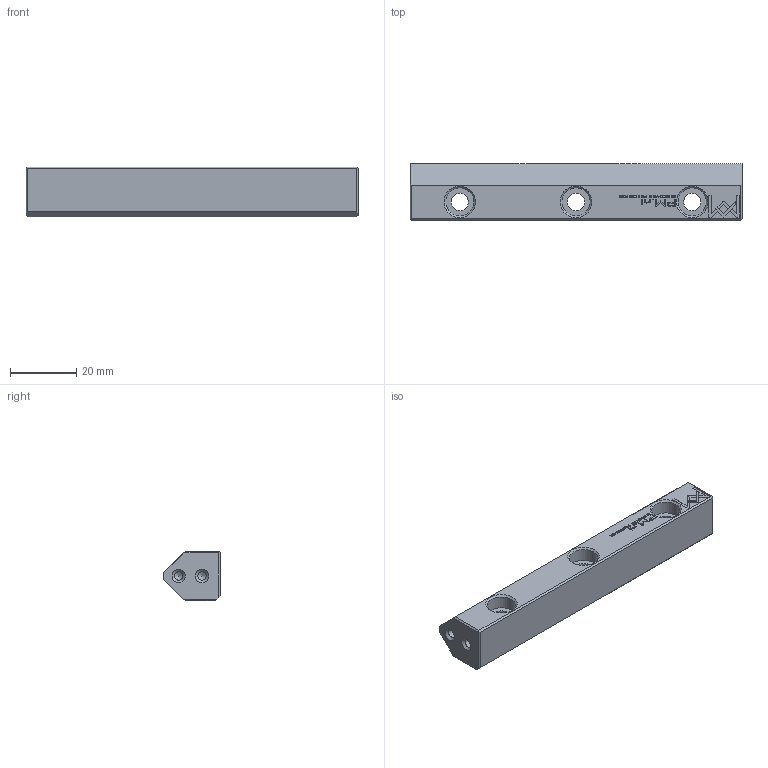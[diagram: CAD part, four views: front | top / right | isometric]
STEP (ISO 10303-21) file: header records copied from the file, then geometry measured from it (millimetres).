
FILE_DESCRIPTION(/* description */ (''),/* implementation_level */ '2;1');
FILE_NAME(/* name */ 'Rail V-3015x100.stp',/* time_stamp */ '2025-01-29T12:31:46+01:00',/* author */ (''),/* organization */ (''),/* preprocessor_version */ 'ST-DEVELOPER v16.7',/* originating_system */ 'SIEMENS PLM Software NX 12.0',/* authorisation */ '');
FILE_SCHEMA (('AUTOMOTIVE_DESIGN { 1 0 10303 214 3 1 1 1 }'));
Length unit declared in the file: millimetre
Products named in the file (1): Rail V-3015x100_step_stp
Bounding box: 100 x 17 x 15 mm (x, y, z)
Volume: 19466.2 mm3; surface area: 6967.6 mm2
Topology: 1 solids, 1 shells, 332 faces, 871 edges, 577 vertices
Faces by surface type: plane 218, bspline 90, cone 14, cylinder 10
Full cylindrical faces by diameter (mm): 2.5 x4, 5.25 x3, 8.5 x3
Entity records: 12474 total; most frequent: CARTESIAN_POINT 2989, ORIENTED_EDGE 1680, DIRECTION 1176, EDGE_CURVE 840, LINE 630, VECTOR 630, VERTEX_POINT 574, EDGE_LOOP 398
